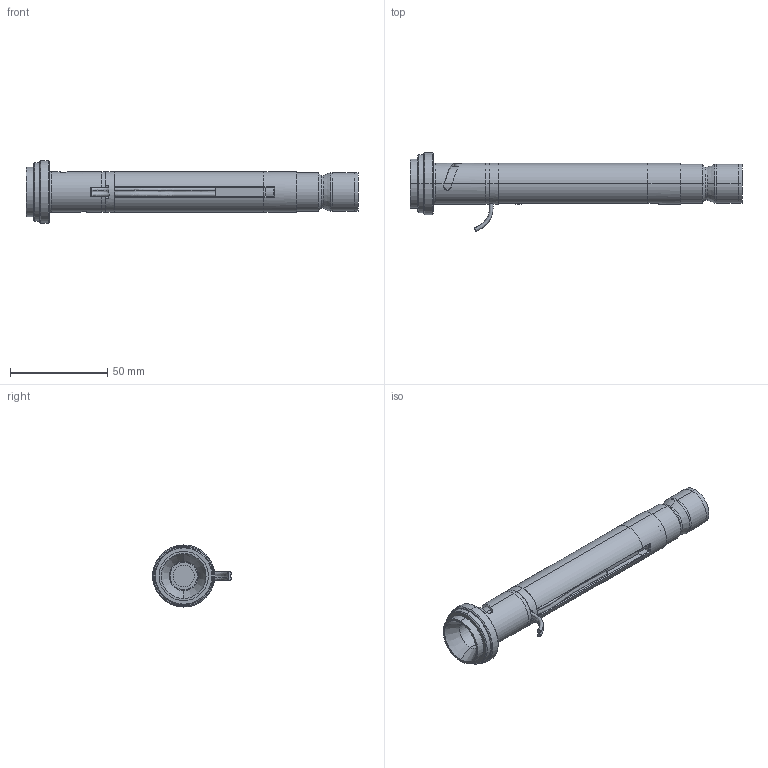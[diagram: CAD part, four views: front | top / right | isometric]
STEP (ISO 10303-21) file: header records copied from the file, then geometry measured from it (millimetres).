
FILE_DESCRIPTION (( 'STEP AP214' ), '1' );
FILE_NAME ('PCBP013.STEP', '2013-04-06T08:16:15', ( 'Work' ), ( '' ), 'SwSTEP 2.0', 'SolidWorks 2012', '' );
FILE_SCHEMA (( 'AUTOMOTIVE_DESIGN' ));
Length unit declared in the file: millimetre
Products named in the file (1): PCBP013
Bounding box: 171.07 x 40.55 x 32 mm (x, y, z)
Surface area: 20863.4 mm2 (no closed solid volume)
Topology: 0 solids, 15 shells, 109 faces, 314 edges, 222 vertices
Faces by surface type: cylinder 42, plane 38, cone 17, bspline 10, torus 2
Entity records: 6390 total; most frequent: CARTESIAN_POINT 2316, DIRECTION 630, ORIENTED_EDGE 524, EDGE_CURVE 314, AXIS2_PLACEMENT_3D 260, VERTEX_POINT 222, CIRCLE 160, EDGE_LOOP 133
